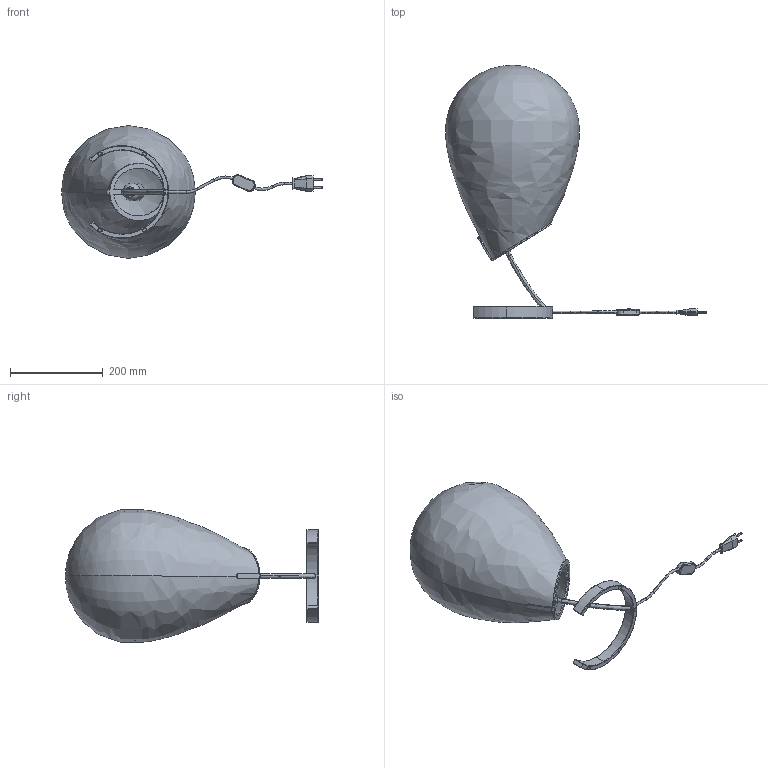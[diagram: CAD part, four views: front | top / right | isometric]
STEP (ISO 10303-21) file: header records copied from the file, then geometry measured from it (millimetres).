
FILE_DESCRIPTION (( 'STEP AP214' ), '1' );
FILE_NAME ('EQUILIBRIO.STEP', '2020-08-12T09:14:30', ( '' ), ( '' ), 'SwSTEP 2.0', 'SolidWorks 2014', '' );
FILE_SCHEMA (( 'AUTOMOTIVE_DESIGN' ));
Length unit declared in the file: millimetre
Products named in the file (19): EQUILIBRIO; 001TM_006; 001TM_005; 001TM_001; PTL E27 PLASTICO; 001TM_002; spina ce con cavo e int; 001TM_003
Assembly tree (11 placements, depth 2):
  EQUILIBRIO
    001TM_005
    001TM_001
    001TM_003
    001TM_002
    001TM_006  x5
    spina ce con cavo e int
    PTL E27 PLASTICO
  001TM_006
  001TM_005
  001TM_006
  PTL E27 PLASTICO
Bounding box: 562.01 x 545.54 x 286.13 mm (x, y, z)
Volume: 706762.6 mm3; surface area: 697218.8 mm2
Topology: 11 solids, 11 shells, 311 faces, 716 edges, 421 vertices
Faces by surface type: cylinder 125, plane 107, torus 40, bspline 26, sphere 12, cone 1
Entity records: 13851 total; most frequent: CARTESIAN_POINT 7138, DIRECTION 1362, ORIENTED_EDGE 1280, EDGE_CURVE 640, AXIS2_PLACEMENT_3D 546, VERTEX_POINT 381, EDGE_LOOP 305, ADVANCED_FACE 283
